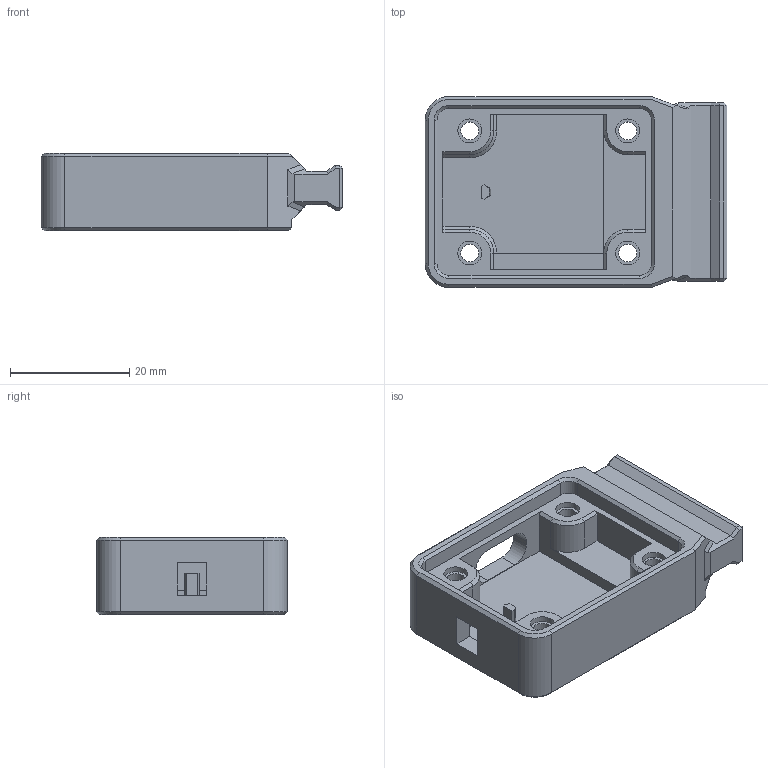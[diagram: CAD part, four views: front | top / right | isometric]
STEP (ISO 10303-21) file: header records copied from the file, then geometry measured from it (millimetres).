
FILE_DESCRIPTION(/* description */ ('STEP AP242','CAx-IF Rec.Pracs.---Representation and Presentation of Product Manufacturing Information (PMI)---4.0---2014-10-13','CAx-IF Rec.Pracs.---3D Tessellated Geometry---0.4---2014-09-14','2;1'),/* implementation_level */ '2;1');
FILE_NAME(/* name */ '669e38c37b3786727def64c0',/* time_stamp */ '2024-07-22T10:47:35Z',/* author */ (''),/* organization */ (''),/* preprocessor_version */ 'ST-DEVELOPER v20',/* originating_system */ ' ',/* authorisation */ ' ');
FILE_SCHEMA (('AP242_MANAGED_MODEL_BASED_3D_ENGINEERING_MIM_LF { 1 0 10303 442 1 1 4 }'));
Length unit declared in the file: metre
Products named in the file (1): Joystick Case
Bounding box: 50.65 x 32 x 13 mm (x, y, z)
Volume: 10201.8 mm3; surface area: 6547.1 mm2
Topology: 1 solids, 1 shells, 148 faces, 364 edges, 225 vertices
Faces by surface type: plane 112, cylinder 22, cone 14
Full cylindrical faces by diameter (mm): 3 x4, 4 x4
Entity records: 4232 total; most frequent: CARTESIAN_POINT 722, DIRECTION 708, ORIENTED_EDGE 704, EDGE_CURVE 352, LINE 294, VECTOR 294, VERTEX_POINT 221, AXIS2_PLACEMENT_3D 207
